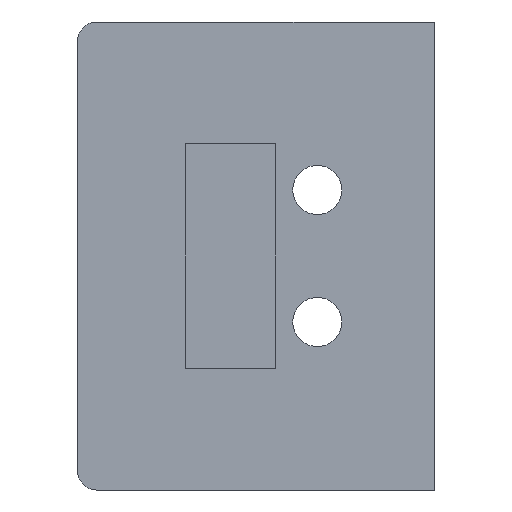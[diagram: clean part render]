
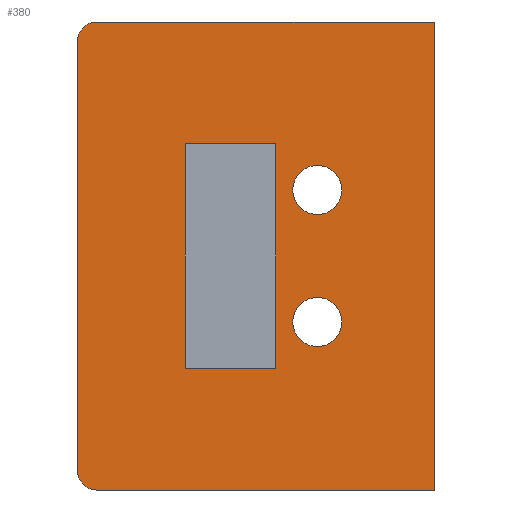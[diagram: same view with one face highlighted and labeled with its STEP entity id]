
A CAD part, front view. The second image highlights one B-rep face of the part: STEP entity #380.
In plain terms, the highlighted planar face has unit normal (0, -1, 0).
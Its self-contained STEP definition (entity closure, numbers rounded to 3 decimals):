
#1 = VERTEX_POINT ( 'NONE', #630 ) ;
#5 = PLANE ( 'NONE',  #639 ) ;
#8 = LINE ( 'NONE', #168, #334 ) ;
#9 = VERTEX_POINT ( 'NONE', #1077 ) ;
#15 = DIRECTION ( 'NONE',  ( -1., 0., 0. ) ) ;
#34 = LINE ( 'NONE', #1147, #211 ) ;
#45 = CARTESIAN_POINT ( 'NONE',  ( -40.5, 7., 57. ) ) ;
#48 = CARTESIAN_POINT ( 'NONE',  ( 54., 7., 62. ) ) ;
#52 = ORIENTED_EDGE ( 'NONE', *, *, #584, .F. ) ;
#57 = CARTESIAN_POINT ( 'NONE',  ( 12., 7., -29.75 ) ) ;
#61 = VERTEX_POINT ( 'NONE', #527 ) ;
#68 = DIRECTION ( 'NONE',  ( 0., -1., 0. ) ) ;
#70 = DIRECTION ( 'NONE',  ( 0., 1., 0. ) ) ;
#87 = DIRECTION ( 'NONE',  ( -1., 0., 0. ) ) ;
#93 = LINE ( 'NONE', #634, #337 ) ;
#94 = ORIENTED_EDGE ( 'NONE', *, *, #558, .F. ) ;
#101 = CARTESIAN_POINT ( 'NONE',  ( 12., 7., 29.75 ) ) ;
#111 = ORIENTED_EDGE ( 'NONE', *, *, #452, .F. ) ;
#119 = LINE ( 'NONE', #453, #564 ) ;
#126 = ORIENTED_EDGE ( 'NONE', *, *, #932, .F. ) ;
#151 = CIRCLE ( 'NONE', #987, 6.5 ) ;
#161 = CIRCLE ( 'NONE', #233, 6.5 ) ;
#168 = CARTESIAN_POINT ( 'NONE',  ( 12., 7., -29.75 ) ) ;
#169 = VERTEX_POINT ( 'NONE', #581 ) ;
#171 = CARTESIAN_POINT ( 'NONE',  ( 23., 7., -17.5 ) ) ;
#181 = DIRECTION ( 'NONE',  ( 0., 0., 1. ) ) ;
#186 = VERTEX_POINT ( 'NONE', #45 ) ;
#208 = DIRECTION ( 'NONE',  ( 0., 0., 1. ) ) ;
#211 = VECTOR ( 'NONE', #1062, 1000. ) ;
#225 = CIRCLE ( 'NONE', #377, 6.5 ) ;
#233 = AXIS2_PLACEMENT_3D ( 'NONE', #279, #68, #242 ) ;
#241 = ORIENTED_EDGE ( 'NONE', *, *, #651, .F. ) ;
#242 = DIRECTION ( 'NONE',  ( 0., 0., 1. ) ) ;
#250 = CARTESIAN_POINT ( 'NONE',  ( -35.5, 7., 57. ) ) ;
#257 = EDGE_CURVE ( 'NONE', #598, #537, #151, .T. ) ;
#279 = CARTESIAN_POINT ( 'NONE',  ( 23., 7., -17.5 ) ) ;
#293 = EDGE_LOOP ( 'NONE', ( #52, #126, #94, #111, #737, #1140 ) ) ;
#319 = FACE_BOUND ( 'NONE', #339, .T. ) ;
#326 = CARTESIAN_POINT ( 'NONE',  ( 23., 7., -11. ) ) ;
#329 = CARTESIAN_POINT ( 'NONE',  ( 23., 7., 17.5 ) ) ;
#334 = VECTOR ( 'NONE', #892, 1000. ) ;
#336 = DIRECTION ( 'NONE',  ( -1., 0., 0. ) ) ;
#337 = VECTOR ( 'NONE', #912, 1000. ) ;
#339 = EDGE_LOOP ( 'NONE', ( #867, #734, #900, #241 ) ) ;
#355 = EDGE_CURVE ( 'NONE', #1040, #440, #119, .T. ) ;
#357 = ORIENTED_EDGE ( 'NONE', *, *, #1112, .F. ) ;
#361 = EDGE_CURVE ( 'NONE', #536, #186, #93, .T. ) ;
#368 = AXIS2_PLACEMENT_3D ( 'NONE', #250, #70, #516 ) ;
#377 = AXIS2_PLACEMENT_3D ( 'NONE', #797, #961, #523 ) ;
#380 = ADVANCED_FACE ( 'NONE', ( #491, #319, #984, #788 ), #5, .F. ) ;
#397 = VECTOR ( 'NONE', #458, 1000. ) ;
#415 = CIRCLE ( 'NONE', #368, 5. ) ;
#419 = VERTEX_POINT ( 'NONE', #1014 ) ;
#424 = ORIENTED_EDGE ( 'NONE', *, *, #257, .F. ) ;
#440 = VERTEX_POINT ( 'NONE', #933 ) ;
#451 = EDGE_LOOP ( 'NONE', ( #479, #1028 ) ) ;
#452 = EDGE_CURVE ( 'NONE', #9, #678, #685, .T. ) ;
#453 = CARTESIAN_POINT ( 'NONE',  ( 12., 7., 29.75 ) ) ;
#458 = DIRECTION ( 'NONE',  ( 0., 0., -1. ) ) ;
#466 = DIRECTION ( 'NONE',  ( 1., 0., 0. ) ) ;
#474 = VECTOR ( 'NONE', #466, 1000. ) ;
#479 = ORIENTED_EDGE ( 'NONE', *, *, #574, .F. ) ;
#486 = EDGE_CURVE ( 'NONE', #535, #1040, #968, .T. ) ;
#491 = FACE_OUTER_BOUND ( 'NONE', #293, .T. ) ;
#499 = CARTESIAN_POINT ( 'NONE',  ( 12., 7., 62. ) ) ;
#516 = DIRECTION ( 'NONE',  ( 1., 0., 0. ) ) ;
#517 = DIRECTION ( 'NONE',  ( 0., 1., 0. ) ) ;
#522 = DIRECTION ( 'NONE',  ( 0., -1., 0. ) ) ;
#523 = DIRECTION ( 'NONE',  ( 0., 0., 1. ) ) ;
#526 = VERTEX_POINT ( 'NONE', #595 ) ;
#527 = CARTESIAN_POINT ( 'NONE',  ( -35.5, 7., -62. ) ) ;
#535 = VERTEX_POINT ( 'NONE', #57 ) ;
#536 = VERTEX_POINT ( 'NONE', #607 ) ;
#537 = VERTEX_POINT ( 'NONE', #613 ) ;
#543 = CIRCLE ( 'NONE', #714, 6.5 ) ;
#544 = EDGE_CURVE ( 'NONE', #169, #535, #8, .T. ) ;
#558 = EDGE_CURVE ( 'NONE', #678, #526, #34, .T. ) ;
#564 = VECTOR ( 'NONE', #15, 1000. ) ;
#569 = CARTESIAN_POINT ( 'NONE',  ( 12., 7., 62. ) ) ;
#574 = EDGE_CURVE ( 'NONE', #1, #419, #225, .T. ) ;
#581 = CARTESIAN_POINT ( 'NONE',  ( -12., 7., -29.75 ) ) ;
#584 = EDGE_CURVE ( 'NONE', #61, #536, #911, .T. ) ;
#594 = AXIS2_PLACEMENT_3D ( 'NONE', #1168, #517, #336 ) ;
#595 = CARTESIAN_POINT ( 'NONE',  ( 54., 7., -62. ) ) ;
#598 = VERTEX_POINT ( 'NONE', #326 ) ;
#607 = CARTESIAN_POINT ( 'NONE',  ( -40.5, 7., -57. ) ) ;
#610 = VECTOR ( 'NONE', #87, 1000. ) ;
#613 = CARTESIAN_POINT ( 'NONE',  ( 23., 7., -24. ) ) ;
#630 = CARTESIAN_POINT ( 'NONE',  ( 23., 7., 24. ) ) ;
#634 = CARTESIAN_POINT ( 'NONE',  ( -40.5, 7., 62. ) ) ;
#638 = CARTESIAN_POINT ( 'NONE',  ( 12., 7., 62. ) ) ;
#639 = AXIS2_PLACEMENT_3D ( 'NONE', #638, #941, #208 ) ;
#651 = EDGE_CURVE ( 'NONE', #440, #169, #1094, .T. ) ;
#678 = VERTEX_POINT ( 'NONE', #48 ) ;
#685 = LINE ( 'NONE', #569, #474 ) ;
#696 = LINE ( 'NONE', #897, #610 ) ;
#714 = AXIS2_PLACEMENT_3D ( 'NONE', #329, #522, #992 ) ;
#734 = ORIENTED_EDGE ( 'NONE', *, *, #486, .F. ) ;
#737 = ORIENTED_EDGE ( 'NONE', *, *, #907, .F. ) ;
#775 = VECTOR ( 'NONE', #1160, 1000. ) ;
#788 = FACE_BOUND ( 'NONE', #451, .T. ) ;
#797 = CARTESIAN_POINT ( 'NONE',  ( 23., 7., 17.5 ) ) ;
#808 = DIRECTION ( 'NONE',  ( 0., -1., 0. ) ) ;
#867 = ORIENTED_EDGE ( 'NONE', *, *, #355, .F. ) ;
#892 = DIRECTION ( 'NONE',  ( 1., 0., 0. ) ) ;
#897 = CARTESIAN_POINT ( 'NONE',  ( 12., 7., -62. ) ) ;
#900 = ORIENTED_EDGE ( 'NONE', *, *, #544, .F. ) ;
#907 = EDGE_CURVE ( 'NONE', #186, #9, #415, .T. ) ;
#911 = CIRCLE ( 'NONE', #594, 5. ) ;
#912 = DIRECTION ( 'NONE',  ( 0., 0., 1. ) ) ;
#932 = EDGE_CURVE ( 'NONE', #526, #61, #696, .T. ) ;
#933 = CARTESIAN_POINT ( 'NONE',  ( -12., 7., 29.75 ) ) ;
#941 = DIRECTION ( 'NONE',  ( 0., 1., 0. ) ) ;
#950 = EDGE_CURVE ( 'NONE', #419, #1, #543, .T. ) ;
#961 = DIRECTION ( 'NONE',  ( 0., -1., 0. ) ) ;
#968 = LINE ( 'NONE', #499, #775 ) ;
#984 = FACE_BOUND ( 'NONE', #990, .T. ) ;
#987 = AXIS2_PLACEMENT_3D ( 'NONE', #171, #808, #181 ) ;
#990 = EDGE_LOOP ( 'NONE', ( #424, #357 ) ) ;
#992 = DIRECTION ( 'NONE',  ( 0., 0., 1. ) ) ;
#1014 = CARTESIAN_POINT ( 'NONE',  ( 23., 7., 11. ) ) ;
#1018 = CARTESIAN_POINT ( 'NONE',  ( -12., 7., 62. ) ) ;
#1028 = ORIENTED_EDGE ( 'NONE', *, *, #950, .F. ) ;
#1040 = VERTEX_POINT ( 'NONE', #101 ) ;
#1062 = DIRECTION ( 'NONE',  ( 0., 0., -1. ) ) ;
#1077 = CARTESIAN_POINT ( 'NONE',  ( -35.5, 7., 62. ) ) ;
#1094 = LINE ( 'NONE', #1018, #397 ) ;
#1112 = EDGE_CURVE ( 'NONE', #537, #598, #161, .T. ) ;
#1140 = ORIENTED_EDGE ( 'NONE', *, *, #361, .F. ) ;
#1147 = CARTESIAN_POINT ( 'NONE',  ( 54., 7., 62. ) ) ;
#1160 = DIRECTION ( 'NONE',  ( 0., 0., 1. ) ) ;
#1168 = CARTESIAN_POINT ( 'NONE',  ( -35.5, 7., -57. ) ) ;
